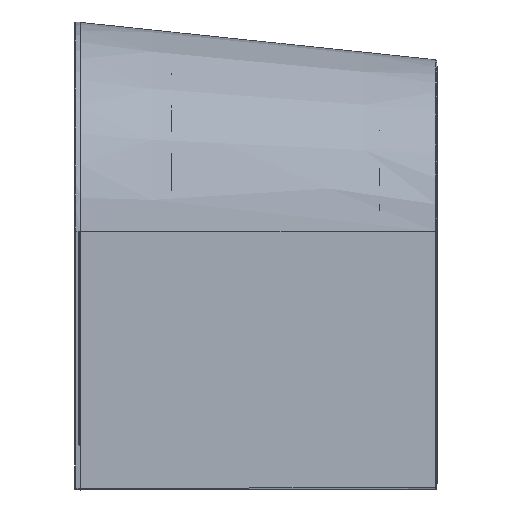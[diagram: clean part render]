
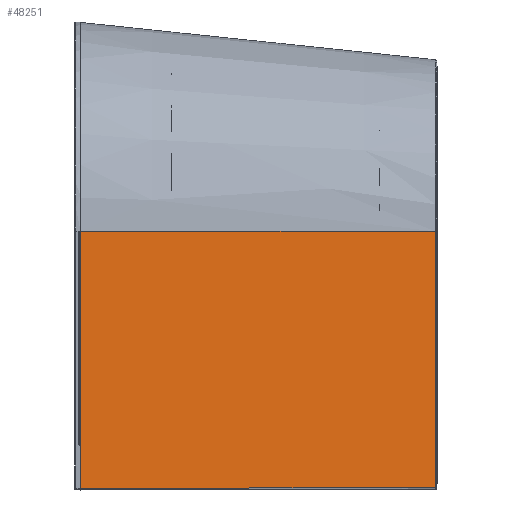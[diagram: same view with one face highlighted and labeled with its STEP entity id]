
A CAD part, left-side view. The second image highlights one B-rep face of the part: STEP entity #48251.
In plain terms, the highlighted free-form (B-spline) face has degree [5, 5] with [6, 7] control points.
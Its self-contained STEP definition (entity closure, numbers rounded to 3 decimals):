
#39457=CARTESIAN_POINT('',(-899.5,-10.,-396.5));
#39468=DIRECTION('',(0.,0.,1.));
#39469=VECTOR('',#39468,439.049);
#39470=CARTESIAN_POINT('',(-899.5,-10.,-396.5));
#39471=LINE('',#39470,#39469);
#39476=DIRECTION('',(0.,0.,1.));
#39477=VECTOR('',#39476,426.372);
#39478=CARTESIAN_POINT('',(-835.767,-616.38,
-383.871));
#39479=LINE('',#39478,#39477);
#39480=CARTESIAN_POINT('',(-835.775,-616.306,
-396.003));
#39481=CARTESIAN_POINT('',(-835.775,-616.306,
-391.952));
#39482=CARTESIAN_POINT('',(-835.767,-616.38,
-387.908));
#39483=CARTESIAN_POINT('',(-835.767,-616.38,
-383.871));
#39485=DIRECTION('',(-0.105,0.995,-0.001));
#39486=VECTOR('',#39485,609.646);
#39487=CARTESIAN_POINT('',(-835.775,-616.306,
-396.003));
#39488=LINE('',#39487,#39486);
#39500=DIRECTION('',(0.105,-0.995,0.));
#39501=VECTOR('',#39500,609.72);
#39502=CARTESIAN_POINT('',(-899.5,-10.,42.549));
#39503=LINE('',#39502,#39501);
#42044=CARTESIAN_POINT('',(-899.5,-10.,42.549));
#42045=CARTESIAN_POINT('',(-835.767,-616.38,
42.5));
#42046=VERTEX_POINT('',#42044);
#42047=VERTEX_POINT('',#42045);
#42087=CARTESIAN_POINT('',(-835.767,-616.38,
-383.871));
#42088=VERTEX_POINT('',#42087);
#42105=CARTESIAN_POINT('',(-835.775,-616.306,
-396.003));
#42106=VERTEX_POINT('',#42105);
#42125=VERTEX_POINT('',#39457);
#48198=CARTESIAN_POINT('',(-835.13,-622.444,
46.208));
#48199=CARTESIAN_POINT('',(-835.13,-622.444,
4.962));
#48200=CARTESIAN_POINT('',(-835.13,-622.444,
-78.957));
#48201=CARTESIAN_POINT('',(-835.13,-622.444,
-166.747));
#48202=CARTESIAN_POINT('',(-835.13,-622.444,
-257.808));
#48203=CARTESIAN_POINT('',(-835.13,-622.444,
-352.496));
#48204=CARTESIAN_POINT('',(-835.13,-622.444,
-400.398));
#48205=CARTESIAN_POINT('',(-848.131,-498.743,
46.355));
#48206=CARTESIAN_POINT('',(-848.131,-498.743,
3.564));
#48207=CARTESIAN_POINT('',(-848.131,-498.743,
-82.513));
#48208=CARTESIAN_POINT('',(-848.131,-498.743,
-170.781));
#48209=CARTESIAN_POINT('',(-848.131,-498.743,
-261.225));
#48210=CARTESIAN_POINT('',(-848.131,-498.743,
-353.852));
#48211=CARTESIAN_POINT('',(-848.131,-498.743,
-400.372));
#48212=CARTESIAN_POINT('',(-861.133,-375.041,
46.502));
#48213=CARTESIAN_POINT('',(-861.133,-375.041,
2.166));
#48214=CARTESIAN_POINT('',(-861.133,-375.041,
-86.069));
#48215=CARTESIAN_POINT('',(-861.133,-375.041,
-174.816));
#48216=CARTESIAN_POINT('',(-861.133,-375.041,
-264.641));
#48217=CARTESIAN_POINT('',(-861.133,-375.041,
-355.209));
#48218=CARTESIAN_POINT('',(-861.133,-375.041,
-400.346));
#48219=CARTESIAN_POINT('',(-874.134,-251.339,
46.65));
#48220=CARTESIAN_POINT('',(-874.134,-251.339,
0.768));
#48221=CARTESIAN_POINT('',(-874.134,-251.339,
-89.624));
#48222=CARTESIAN_POINT('',(-874.134,-251.339,
-178.85));
#48223=CARTESIAN_POINT('',(-874.134,-251.339,
-268.058));
#48224=CARTESIAN_POINT('',(-874.134,-251.339,
-356.566));
#48225=CARTESIAN_POINT('',(-874.134,-251.339,
-400.32));
#48226=CARTESIAN_POINT('',(-887.136,-127.638,
46.797));
#48227=CARTESIAN_POINT('',(-887.136,-127.638,
-0.63));
#48228=CARTESIAN_POINT('',(-887.136,-127.638,
-93.18));
#48229=CARTESIAN_POINT('',(-887.136,-127.638,
-182.885));
#48230=CARTESIAN_POINT('',(-887.136,-127.638,
-271.475));
#48231=CARTESIAN_POINT('',(-887.136,-127.638,
-357.922));
#48232=CARTESIAN_POINT('',(-887.136,-127.638,
-400.294));
#48233=CARTESIAN_POINT('',(-900.137,-3.936,
46.944));
#48234=CARTESIAN_POINT('',(-900.137,-3.936,
-2.028));
#48235=CARTESIAN_POINT('',(-900.137,-3.936,
-96.736));
#48236=CARTESIAN_POINT('',(-900.137,-3.936,
-186.919));
#48237=CARTESIAN_POINT('',(-900.137,-3.936,
-274.892));
#48238=CARTESIAN_POINT('',(-900.137,-3.936,
-359.279));
#48239=CARTESIAN_POINT('',(-900.137,-3.936,
-400.268));
#48240=B_SPLINE_SURFACE_WITH_KNOTS('',5,5,((#48198,#48199,#48200,#48201,#48202,
#48203,#48204),(#48205,#48206,#48207,#48208,#48209,#48210,#48211),(#48212,
#48213,#48214,#48215,#48216,#48217,#48218),(#48219,#48220,#48221,#48222,#48223,
#48224,#48225),(#48226,#48227,#48228,#48229,#48230,#48231,#48232),(#48233,
#48234,#48235,#48236,#48237,#48238,#48239)),.UNSPECIFIED.,.F.,.F.,.F.,(6,6),(6,
1,6),(-0.004,1.01),(0.701,0.852,
1.001),.UNSPECIFIED.);
#48242=ORIENTED_EDGE('',*,*,#48241,.T.);
#48244=ORIENTED_EDGE('',*,*,#48243,.F.);
#48246=ORIENTED_EDGE('',*,*,#48245,.F.);
#48247=ORIENTED_EDGE('',*,*,#48155,.T.);
#48248=ORIENTED_EDGE('',*,*,#48189,.T.);
#48249=EDGE_LOOP('',(#48242,#48244,#48246,#48247,#48248));
#48250=FACE_OUTER_BOUND('',#48249,.F.);
#48251=ADVANCED_FACE('',(#48250),#48240,.T.);
#39484=B_SPLINE_CURVE_WITH_KNOTS('',3,(#39480,#39481,#39482,#39483),
.UNSPECIFIED.,.F.,.F.,(4,4),(0.,1.),.UNSPECIFIED.);
#48155=EDGE_CURVE('',#42106,#42125,#39488,.T.);
#48189=EDGE_CURVE('',#42125,#42046,#39471,.T.);
#48241=EDGE_CURVE('',#42046,#42047,#39503,.T.);
#48243=EDGE_CURVE('',#42088,#42047,#39479,.T.);
#48245=EDGE_CURVE('',#42106,#42088,#39484,.T.);
